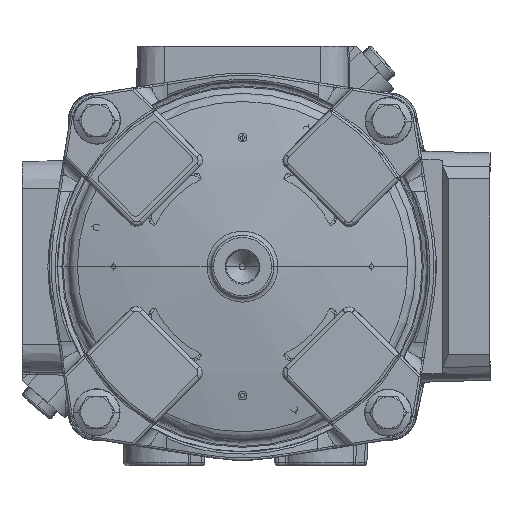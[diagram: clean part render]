
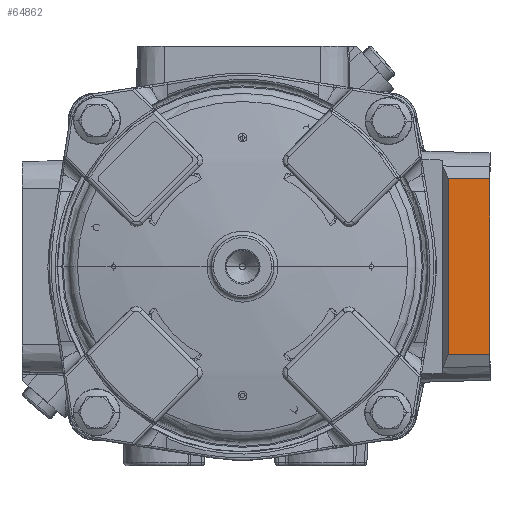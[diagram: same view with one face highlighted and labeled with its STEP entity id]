
A CAD part, front view. The second image highlights one B-rep face of the part: STEP entity #64862.
In plain terms, the highlighted planar face has unit normal (0.026, -1, 0).
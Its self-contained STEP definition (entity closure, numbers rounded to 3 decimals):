
#26313=DIRECTION('',(-1.,-0.026,-0.007));
#26314=VECTOR('',#26313,18.646);
#26315=CARTESIAN_POINT('',(110.5,-52.066,-39.182));
#26316=LINE('',#26315,#26314);
#26351=DIRECTION('',(0.,0.,1.));
#26352=VECTOR('',#26351,78.617);
#26353=CARTESIAN_POINT('',(91.861,-52.554,
-39.308));
#26354=LINE('',#26353,#26352);
#26398=DIRECTION('',(1.,0.026,-0.007));
#26399=VECTOR('',#26398,18.646);
#26400=CARTESIAN_POINT('',(91.861,-52.554,
39.308));
#26401=LINE('',#26400,#26399);
#26405=DIRECTION('',(0.,0.,1.));
#26406=VECTOR('',#26405,78.364);
#26407=CARTESIAN_POINT('',(110.5,-52.066,-39.182));
#26408=LINE('',#26407,#26406);
#32207=CARTESIAN_POINT('',(91.861,-52.554,
-39.308));
#32208=CARTESIAN_POINT('',(91.861,-52.554,
39.308));
#32209=VERTEX_POINT('',#32207);
#32210=VERTEX_POINT('',#32208);
#32211=CARTESIAN_POINT('',(110.5,-52.066,-39.182));
#32212=VERTEX_POINT('',#32211);
#32213=CARTESIAN_POINT('',(110.5,-52.066,39.182));
#32214=VERTEX_POINT('',#32213);
#64851=CARTESIAN_POINT('',(101.18,-52.31,
0.));
#64852=DIRECTION('',(-0.026,1.,0.));
#64853=DIRECTION('',(0.,0.,1.));
#64854=AXIS2_PLACEMENT_3D('',#64851,#64852,#64853);
#64855=PLANE('',#64854);
#64856=ORIENTED_EDGE('',*,*,#64819,.T.);
#64857=ORIENTED_EDGE('',*,*,#64846,.T.);
#64858=ORIENTED_EDGE('',*,*,#42513,.F.);
#64859=ORIENTED_EDGE('',*,*,#64802,.T.);
#64860=EDGE_LOOP('',(#64856,#64857,#64858,#64859));
#64861=FACE_OUTER_BOUND('',#64860,.F.);
#42513=EDGE_CURVE('',#32212,#32214,#26408,.T.);
#64802=EDGE_CURVE('',#32212,#32209,#26316,.T.);
#64819=EDGE_CURVE('',#32209,#32210,#26354,.T.);
#64846=EDGE_CURVE('',#32210,#32214,#26401,.T.);
#64862=ADVANCED_FACE('',(#64861),#64855,.F.);
